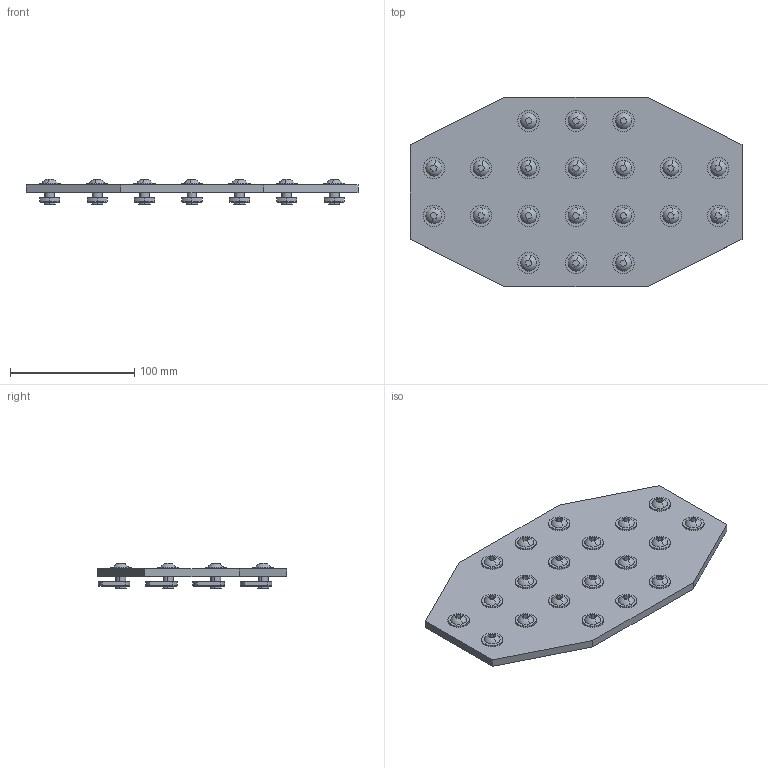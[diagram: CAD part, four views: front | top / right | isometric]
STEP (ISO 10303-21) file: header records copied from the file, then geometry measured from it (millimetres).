
FILE_DESCRIPTION (( 'STEP AP203' ), '1' );
FILE_NAME ('653243.SLDASM.step', '2003-10-13T11:32:33', ( 'Jerry Winters' ), ( 'GoEngineer' ), 'SwSTEP 2.0', 'SolidWorks 2003174', '' );
FILE_SCHEMA (( 'CONFIG_CONTROL_DESIGN' ));
Length unit declared in the file: inch
Products named in the file (5): 653243.SLDASM; Joining Plate (Cross)_653243; 651129; 651097; FBHSCS_651134
Assembly tree (23 placements, depth 3):
  653243.SLDASM
    651129  x20
      651097
      FBHSCS_651134
    Joining Plate (Cross)_653243
Bounding box: 266.7 x 152.4 x 20.27 mm (x, y, z)
Volume: 263831.9 mm3; surface area: 117679.8 mm2
Topology: 41 solids, 41 shells, 750 faces, 1644 edges, 1036 vertices
Faces by surface type: plane 310, cylinder 300, torus 100, sphere 40
Entity records: 3882 total; most frequent: DIRECTION 559, CARTESIAN_POINT 494, ORIENTED_EDGE 438, AXIS2_PLACEMENT_3D 232, EDGE_CURVE 219, VERTEX_POINT 143, EDGE_LOOP 130, CIRCLE 120
